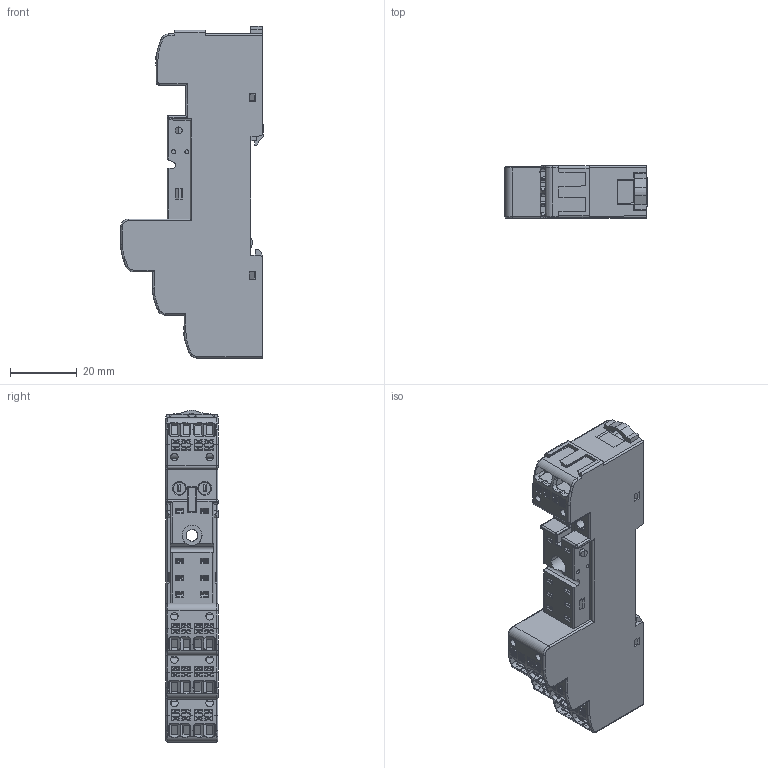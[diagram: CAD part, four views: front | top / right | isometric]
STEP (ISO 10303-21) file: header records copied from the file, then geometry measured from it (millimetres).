
FILE_DESCRIPTION (( 'STEP AP203' ), '1' );
FILE_NAME ('26_14FF-2Z-C10_P.STEP', '2024-12-16T18:57:09', ( '' ), ( '' ), 'SwSTEP 2.0', 'SolidWorks 2022', '' );
FILE_SCHEMA (( 'CONFIG_CONTROL_DESIGN' ));
Products named in the file (1): 26_14FF-2Z-C10_P
Bounding box: 42.82 x 15.69 x 99.7 mm (x, y, z)
Volume: 20966.3 mm3; surface area: 47148.1 mm2
Topology: 52 solids, 52 shells, 5607 faces, 15809 edges, 10194 vertices
Faces by surface type: plane 4073, cylinder 1218, torus 176, sphere 66, bspline 52, cone 22
Entity records: 181525 total; most frequent: CARTESIAN_POINT 37011, ORIENTED_EDGE 31418, DIRECTION 28554, EDGE_CURVE 15709, VECTOR 12250, LINE 12250, VERTEX_POINT 10194, AXIS2_PLACEMENT_3D 8152
